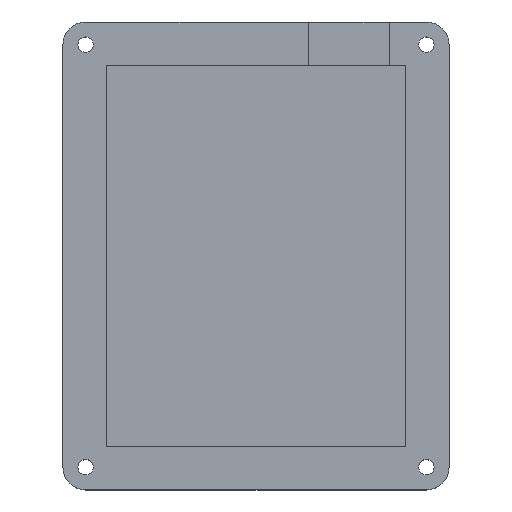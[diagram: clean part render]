
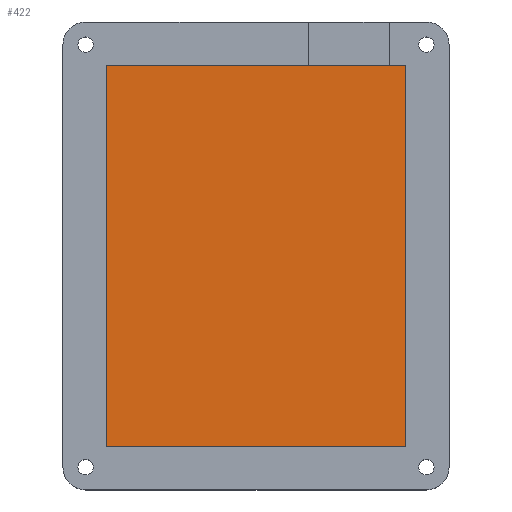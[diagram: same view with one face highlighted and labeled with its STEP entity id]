
A CAD part, top view. The second image highlights one B-rep face of the part: STEP entity #422.
In plain terms, the highlighted planar face has unit normal (0, 0, 1).
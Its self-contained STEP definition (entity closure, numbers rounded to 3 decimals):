
#32=FACE_OUTER_BOUND('',#58,.T.);
#58=EDGE_LOOP('',(#299,#300,#301,#302));
#103=LINE('',#646,#147);
#104=LINE('',#648,#148);
#105=LINE('',#650,#149);
#106=LINE('',#651,#150);
#147=VECTOR('',#521,10.);
#148=VECTOR('',#522,10.);
#149=VECTOR('',#523,10.);
#150=VECTOR('',#524,10.);
#199=VERTEX_POINT('',#644);
#200=VERTEX_POINT('',#645);
#201=VERTEX_POINT('',#647);
#202=VERTEX_POINT('',#649);
#239=EDGE_CURVE('',#199,#200,#103,.T.);
#240=EDGE_CURVE('',#201,#199,#104,.T.);
#241=EDGE_CURVE('',#202,#201,#105,.T.);
#242=EDGE_CURVE('',#200,#202,#106,.T.);
#299=ORIENTED_EDGE('',*,*,#239,.F.);
#300=ORIENTED_EDGE('',*,*,#240,.F.);
#301=ORIENTED_EDGE('',*,*,#241,.F.);
#302=ORIENTED_EDGE('',*,*,#242,.F.);
#408=PLANE('',#466);
#422=ADVANCED_FACE('',(#32),#408,.T.);
#466=AXIS2_PLACEMENT_3D('',#643,#519,#520);
#519=DIRECTION('center_axis',(0.,0.,1.));
#520=DIRECTION('ref_axis',(1.,0.,0.));
#521=DIRECTION('',(1.,0.,0.));
#522=DIRECTION('',(0.,1.,0.));
#523=DIRECTION('',(-1.,0.,0.));
#524=DIRECTION('',(0.,-1.,0.));
#643=CARTESIAN_POINT('Origin',(-10.561,-15.669,3.));
#644=CARTESIAN_POINT('',(-43.561,26.331,3.));
#645=CARTESIAN_POINT('',(22.439,26.331,3.));
#646=CARTESIAN_POINT('',(-27.061,26.331,3.));
#647=CARTESIAN_POINT('',(-43.561,-57.669,3.));
#648=CARTESIAN_POINT('',(-43.561,-36.669,3.));
#649=CARTESIAN_POINT('',(22.439,-57.669,3.));
#650=CARTESIAN_POINT('',(5.939,-57.669,3.));
#651=CARTESIAN_POINT('',(22.439,5.331,3.));
